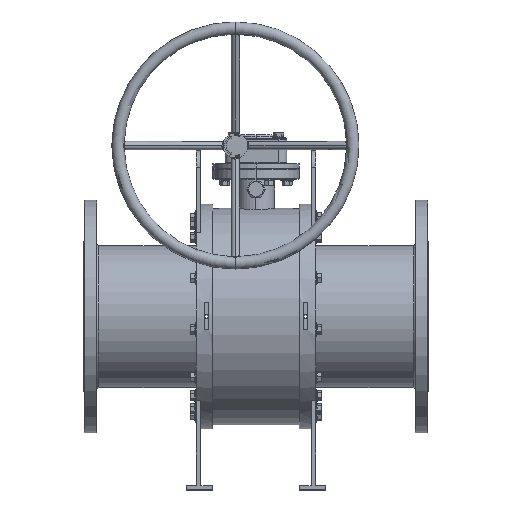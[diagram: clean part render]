
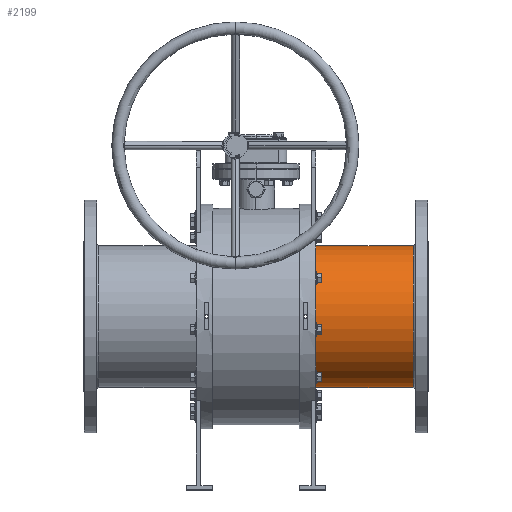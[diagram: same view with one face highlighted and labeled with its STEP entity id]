
A CAD part, top view. The second image highlights one B-rep face of the part: STEP entity #2199.
In plain terms, the highlighted cylindrical face has radius 172.5 mm (diameter 345 mm), a partial arc.
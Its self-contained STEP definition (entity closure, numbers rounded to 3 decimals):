
#2199 = ADVANCED_FACE ( 'NONE', ( #19044 ), #14782, .T. ) ;
#2216 = VERTEX_POINT ( 'NONE', #11075 ) ;
#2597 = DIRECTION ( 'NONE',  ( 0., -1., 0. ) ) ;
#2890 = CARTESIAN_POINT ( 'NONE',  ( 145., -172.5, 0. ) ) ;
#3219 = LINE ( 'NONE', #22146, #6524 ) ;
#4520 = DIRECTION ( 'NONE',  ( -1., 0., 0. ) ) ;
#6524 = VECTOR ( 'NONE', #11005, 1000. ) ;
#6746 = CARTESIAN_POINT ( 'NONE',  ( 382., 0., 0. ) ) ;
#6809 = DIRECTION ( 'NONE',  ( -1., 0., 0. ) ) ;
#7007 = DIRECTION ( 'NONE',  ( 0., 1., 0. ) ) ;
#8100 = DIRECTION ( 'NONE',  ( 1., 0., 0. ) ) ;
#8285 = ORIENTED_EDGE ( 'NONE', *, *, #10828, .T. ) ;
#8477 = CARTESIAN_POINT ( 'NONE',  ( -419., 0., 0. ) ) ;
#9316 = EDGE_CURVE ( 'NONE', #25999, #25278, #3219, .T. ) ;
#10147 = CARTESIAN_POINT ( 'NONE',  ( 145., 0., 0. ) ) ;
#10329 = AXIS2_PLACEMENT_3D ( 'NONE', #8477, #4520, #2597 ) ;
#10375 = EDGE_CURVE ( 'NONE', #25999, #2216, #12227, .T. ) ;
#10828 = EDGE_CURVE ( 'NONE', #2216, #26919, #17224, .T. ) ;
#11005 = DIRECTION ( 'NONE',  ( -1., 0., 0. ) ) ;
#11040 = AXIS2_PLACEMENT_3D ( 'NONE', #10147, #8100, #11950 ) ;
#11075 = CARTESIAN_POINT ( 'NONE',  ( 382., 172.5, 0. ) ) ;
#11950 = DIRECTION ( 'NONE',  ( 0., 0., -1. ) ) ;
#12227 = CIRCLE ( 'NONE', #13556, 172.5 ) ;
#13052 = CARTESIAN_POINT ( 'NONE',  ( 382., -172.5, 0. ) ) ;
#13556 = AXIS2_PLACEMENT_3D ( 'NONE', #6746, #21688, #7007 ) ;
#14166 = CARTESIAN_POINT ( 'NONE',  ( 145., 172.5, 0. ) ) ;
#14782 = CYLINDRICAL_SURFACE ( 'NONE', #10329, 172.5 ) ;
#17224 = LINE ( 'NONE', #25607, #17950 ) ;
#17950 = VECTOR ( 'NONE', #6809, 1000. ) ;
#17975 = ORIENTED_EDGE ( 'NONE', *, *, #10375, .T. ) ;
#19044 = FACE_OUTER_BOUND ( 'NONE', #22309, .T. ) ;
#20962 = ORIENTED_EDGE ( 'NONE', *, *, #25064, .T. ) ;
#21573 = CIRCLE ( 'NONE', #11040, 172.5 ) ;
#21672 = ORIENTED_EDGE ( 'NONE', *, *, #9316, .F. ) ;
#21688 = DIRECTION ( 'NONE',  ( -1., 0., 0. ) ) ;
#22146 = CARTESIAN_POINT ( 'NONE',  ( -419., -172.5, 0. ) ) ;
#22309 = EDGE_LOOP ( 'NONE', ( #17975, #8285, #20962, #21672 ) ) ;
#25064 = EDGE_CURVE ( 'NONE', #26919, #25278, #21573, .T. ) ;
#25278 = VERTEX_POINT ( 'NONE', #2890 ) ;
#25607 = CARTESIAN_POINT ( 'NONE',  ( -419., 172.5, 0. ) ) ;
#25999 = VERTEX_POINT ( 'NONE', #13052 ) ;
#26919 = VERTEX_POINT ( 'NONE', #14166 ) ;
